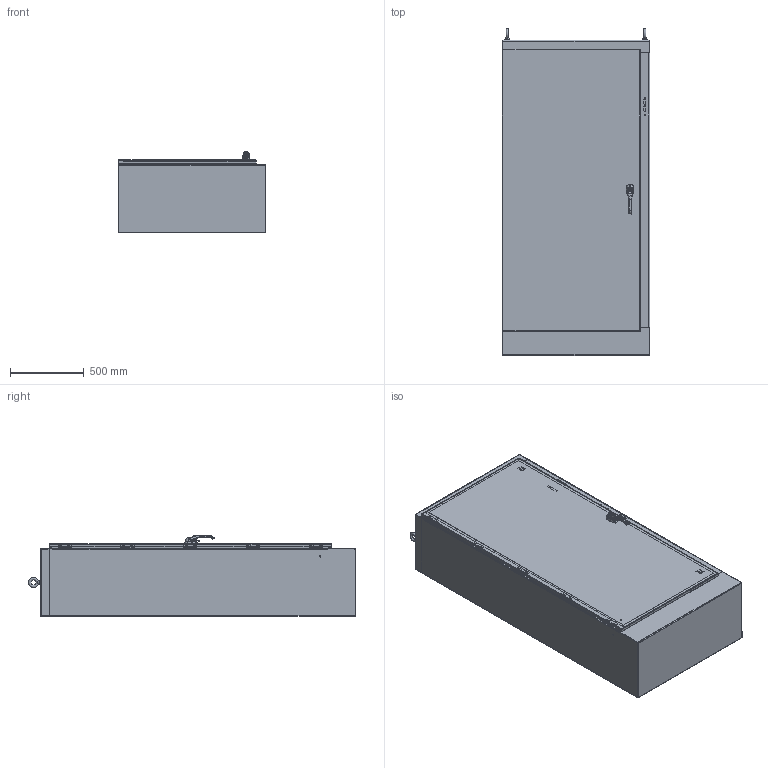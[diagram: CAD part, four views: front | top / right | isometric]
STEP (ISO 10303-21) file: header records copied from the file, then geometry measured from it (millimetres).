
FILE_DESCRIPTION (( 'STEP AP214' ), '1' );
FILE_NAME ('WRD84XM3918FS4.STEP', '2020-05-14T17:48:35', ( '' ), ( '' ), 'SwSTEP 2.0', 'SolidWorks 2019', '' );
FILE_SCHEMA (( 'AUTOMOTIVE_DESIGN' ));
Length unit declared in the file: inch
Products named in the file (1): WRD84XM3918FS4
Bounding box: 1000.23 x 2216.07 x 548.59 mm (x, y, z)
Volume: 27733365.6 mm3; surface area: 19622476 mm2
Topology: 144 solids, 144 shells, 4198 faces, 10189 edges, 6323 vertices
Faces by surface type: plane 1739, cylinder 1409, bspline 380, torus 314, cone 250, sphere 106
Full cylindrical faces by diameter (mm): 2 x1, 2.2 x1, 2.5 x1, 3 x4, 3.1 x2, 3.15 x1, 3.175 x2, 3.5 x1, 3.9 x1, 3.962 x6, 4 x1, 4.2 x2, 4.5 x2, 4.763 x1, 4.825 x10, 4.953 x10, 4.978 x3, 5 x4, 5.08 x14, 5.2 x1, 5.4 x3, 5.69 x4, 6 x3, 6.128 x2, 6.172 x2, 6.337 x6, 6.35 x46, 6.41 x2, 6.604 x2, 6.756 x10
Entity records: 172829 total; most frequent: CARTESIAN_POINT 79355, DIRECTION 18506, ORIENTED_EDGE 18314, EDGE_CURVE 9157, AXIS2_PLACEMENT_3D 7028, VERTEX_POINT 6038, EDGE_LOOP 5309, FACE_OUTER_BOUND 4678
